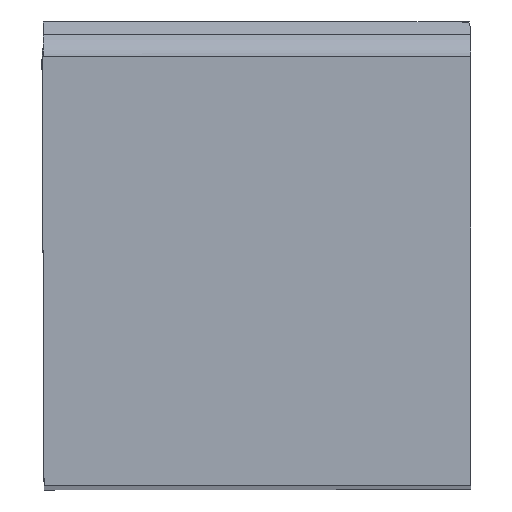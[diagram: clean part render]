
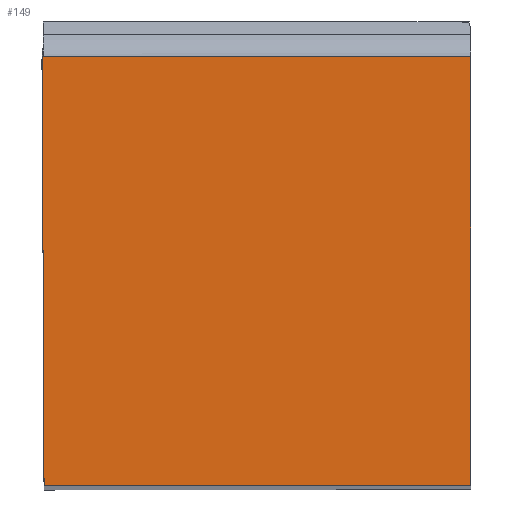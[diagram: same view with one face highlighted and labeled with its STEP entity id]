
A CAD part, top view. The second image highlights one B-rep face of the part: STEP entity #149.
In plain terms, the highlighted planar face has unit normal (0, 0, 1).
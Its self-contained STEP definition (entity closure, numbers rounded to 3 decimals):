
#149=ADVANCED_FACE('CU_BACK_SU1',(#256),#220,.F.);
#220=PLANE('',#1504);
#256=FACE_OUTER_BOUND('',#327,.T.);
#327=EDGE_LOOP('',(#471,#472,#473,#474));
#471=ORIENTED_EDGE('',*,*,#986,.T.);
#472=ORIENTED_EDGE('',*,*,#987,.T.);
#473=ORIENTED_EDGE('',*,*,#988,.T.);
#474=ORIENTED_EDGE('',*,*,#989,.F.);
#859=VERTEX_POINT('',#2100);
#860=VERTEX_POINT('',#2101);
#861=VERTEX_POINT('',#2103);
#862=VERTEX_POINT('',#2105);
#986=EDGE_CURVE('',#859,#860,#1173,.T.);
#987=EDGE_CURVE('',#860,#861,#1174,.T.);
#988=EDGE_CURVE('',#861,#862,#1175,.T.);
#989=EDGE_CURVE('',#859,#862,#1176,.T.);
#1173=LINE('',#2099,#1299);
#1174=LINE('',#2102,#1300);
#1175=LINE('',#2104,#1301);
#1176=LINE('',#2106,#1302);
#1299=VECTOR('',#1664,1.);
#1300=VECTOR('',#1665,1.);
#1301=VECTOR('',#1666,1.);
#1302=VECTOR('',#1667,1.);
#1504=AXIS2_PLACEMENT_3D('',#2107,#1668,#1669);
#1664=DIRECTION('',(1.,0.,0.));
#1665=DIRECTION('',(0.,1.,0.));
#1666=DIRECTION('',(-1.,0.,0.));
#1667=DIRECTION('',(-0.004,1.,0.));
#1668=DIRECTION('',(0.,0.,-1.));
#1669=DIRECTION('',(-1.,0.,0.));
#2099=CARTESIAN_POINT('',(22.995,0.,0.));
#2100=CARTESIAN_POINT('',(-19.813,0.,0.));
#2101=CARTESIAN_POINT('',(0.,0.,0.));
#2102=CARTESIAN_POINT('',(0.,39.9,0.));
#2103=CARTESIAN_POINT('',(0.,19.9,0.));
#2104=CARTESIAN_POINT('',(22.995,19.9,0.));
#2105=CARTESIAN_POINT('',(-19.9,19.9,0.));
#2106=CARTESIAN_POINT('',(-19.986,39.712,0.));
#2107=CARTESIAN_POINT('',(22.995,39.9,0.));
